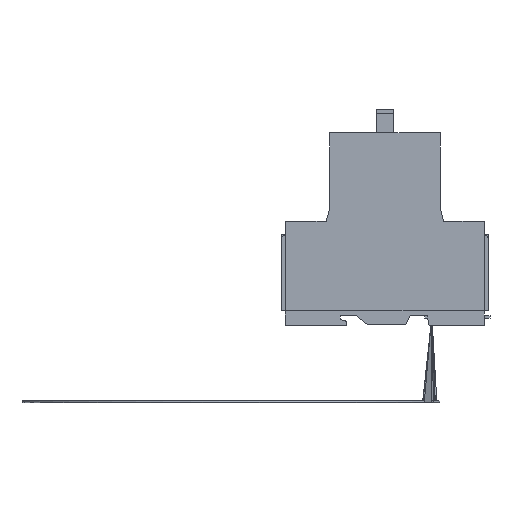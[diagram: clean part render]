
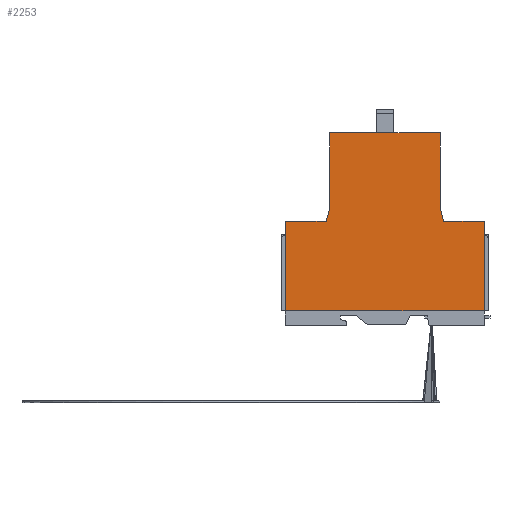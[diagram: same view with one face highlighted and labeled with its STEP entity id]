
A CAD part, left-side view. The second image highlights one B-rep face of the part: STEP entity #2253.
In plain terms, the highlighted planar face has unit normal (-1, 0, 0).
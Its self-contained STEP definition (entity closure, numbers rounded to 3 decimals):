
#1250 = EDGE_CURVE ( 'NONE', #2137, #1253, #4705, .T. ) ;
#1253 = VERTEX_POINT ( 'NONE', #4699 ) ;
#1678 = EDGE_CURVE ( 'NONE', #1679, #1680, #7180, .T. ) ;
#1679 = VERTEX_POINT ( 'NONE', #7175 ) ;
#1680 = VERTEX_POINT ( 'NONE', #7174 ) ;
#2136 = EDGE_CURVE ( 'NONE', #1680, #2137, #9293, .T. ) ;
#2137 = VERTEX_POINT ( 'NONE', #9289 ) ;
#2150 = EDGE_CURVE ( 'NONE', #2151, #1679, #9349, .T. ) ;
#2151 = VERTEX_POINT ( 'NONE', #9344 ) ;
#2181 = EDGE_CURVE ( 'NONE', #1253, #2182, #9461, .T. ) ;
#2182 = VERTEX_POINT ( 'NONE', #9457 ) ;
#2204 = EDGE_CURVE ( 'NONE', #2230, #2205, #9494, .T. ) ;
#2205 = VERTEX_POINT ( 'NONE', #9490 ) ;
#2219 = EDGE_CURVE ( 'NONE', #2182, #2230, #9469, .T. ) ;
#2230 = VERTEX_POINT ( 'NONE', #9543 ) ;
#2253 = ADVANCED_FACE ( 'NONE', ( #9576 ), #9560, .T. ) ;
#2254 = EDGE_LOOP ( 'NONE', ( #2255, #2256, #2262, #2263, #2264, #2265, #2350, #2352, #2351, #2353 ) ) ;
#2255 = ORIENTED_EDGE ( 'NONE', *, *, #2150, .F. ) ;
#2256 = ORIENTED_EDGE ( 'NONE', *, *, #2324, .F. ) ;
#2262 = ORIENTED_EDGE ( 'NONE', *, *, #2313, .F. ) ;
#2263 = ORIENTED_EDGE ( 'NONE', *, *, #2367, .F. ) ;
#2264 = ORIENTED_EDGE ( 'NONE', *, *, #2204, .F. ) ;
#2265 = ORIENTED_EDGE ( 'NONE', *, *, #2219, .F. ) ;
#2313 = EDGE_CURVE ( 'NONE', #2368, #2314, #9655, .T. ) ;
#2314 = VERTEX_POINT ( 'NONE', #9715 ) ;
#2324 = EDGE_CURVE ( 'NONE', #2314, #2151, #9744, .T. ) ;
#2350 = ORIENTED_EDGE ( 'NONE', *, *, #2181, .F. ) ;
#2351 = ORIENTED_EDGE ( 'NONE', *, *, #2136, .F. ) ;
#2352 = ORIENTED_EDGE ( 'NONE', *, *, #1250, .F. ) ;
#2353 = ORIENTED_EDGE ( 'NONE', *, *, #1678, .F. ) ;
#2367 = EDGE_CURVE ( 'NONE', #2205, #2368, #9822, .T. ) ;
#2368 = VERTEX_POINT ( 'NONE', #9818 ) ;
#4699 = CARTESIAN_POINT ( 'NONE',  ( 0., -23.625, -18. ) ) ;
#4702 = DIRECTION ( 'NONE',  ( 0., -0.253, -0.967 ) ) ;
#4703 = VECTOR ( 'NONE', #4702, 1000. ) ;
#4704 = CARTESIAN_POINT ( 'NONE',  ( 0., -22.25, -12.75 ) ) ;
#4705 = LINE ( 'NONE', #4704, #4703 ) ;
#7174 = CARTESIAN_POINT ( 'NONE',  ( 0., -22.25, 17.5 ) ) ;
#7175 = CARTESIAN_POINT ( 'NONE',  ( 0., 22.25, 17.5 ) ) ;
#7176 = DIRECTION ( 'NONE',  ( 0., -1., 0. ) ) ;
#7178 = VECTOR ( 'NONE', #7176, 1000. ) ;
#7179 = CARTESIAN_POINT ( 'NONE',  ( 0., -22.25, 17.5 ) ) ;
#7180 = LINE ( 'NONE', #7179, #7178 ) ;
#9289 = CARTESIAN_POINT ( 'NONE',  ( 0., -22.25, -12.75 ) ) ;
#9290 = DIRECTION ( 'NONE',  ( 0., 0., -1. ) ) ;
#9291 = VECTOR ( 'NONE', #9290, 1000. ) ;
#9292 = CARTESIAN_POINT ( 'NONE',  ( 0., -22.25, 17.5 ) ) ;
#9293 = LINE ( 'NONE', #9292, #9291 ) ;
#9344 = CARTESIAN_POINT ( 'NONE',  ( 0., 22.25, -12.75 ) ) ;
#9346 = DIRECTION ( 'NONE',  ( 0., 0., 1. ) ) ;
#9347 = VECTOR ( 'NONE', #9346, 1000. ) ;
#9348 = CARTESIAN_POINT ( 'NONE',  ( 0., 22.25, -12.75 ) ) ;
#9349 = LINE ( 'NONE', #9348, #9347 ) ;
#9457 = CARTESIAN_POINT ( 'NONE',  ( 0., -40., -18. ) ) ;
#9458 = DIRECTION ( 'NONE',  ( 0., -1., 0. ) ) ;
#9459 = VECTOR ( 'NONE', #9458, 1000. ) ;
#9460 = CARTESIAN_POINT ( 'NONE',  ( 0., -23.625, -18. ) ) ;
#9461 = LINE ( 'NONE', #9460, #9459 ) ;
#9466 = DIRECTION ( 'NONE',  ( 0., 0., -1. ) ) ;
#9467 = VECTOR ( 'NONE', #9466, 1000. ) ;
#9468 = CARTESIAN_POINT ( 'NONE',  ( 0., -40., -18. ) ) ;
#9469 = LINE ( 'NONE', #9468, #9467 ) ;
#9490 = CARTESIAN_POINT ( 'NONE',  ( 0., 40., -54. ) ) ;
#9491 = DIRECTION ( 'NONE',  ( 0., 1., 0. ) ) ;
#9492 = VECTOR ( 'NONE', #9491, 1000. ) ;
#9493 = CARTESIAN_POINT ( 'NONE',  ( 0., -40., -54. ) ) ;
#9494 = LINE ( 'NONE', #9493, #9492 ) ;
#9543 = CARTESIAN_POINT ( 'NONE',  ( 0., -40., -54. ) ) ;
#9554 = DIRECTION ( 'NONE',  ( 0., 0., 1. ) ) ;
#9555 = DIRECTION ( 'NONE',  ( -1., 0., 0. ) ) ;
#9556 = CARTESIAN_POINT ( 'NONE',  ( 0., 22.25, 17.5 ) ) ;
#9557 = AXIS2_PLACEMENT_3D ( 'NONE', #9556, #9555, #9554 ) ;
#9560 = PLANE ( 'NONE',  #9557 ) ;
#9576 = FACE_OUTER_BOUND ( 'NONE', #2254, .T. ) ;
#9655 = LINE ( 'NONE', #9661, #9717 ) ;
#9661 = CARTESIAN_POINT ( 'NONE',  ( 0., 40., -18. ) ) ;
#9715 = CARTESIAN_POINT ( 'NONE',  ( 0., 23.625, -18. ) ) ;
#9716 = DIRECTION ( 'NONE',  ( 0., -1., 0. ) ) ;
#9717 = VECTOR ( 'NONE', #9716, 1000. ) ;
#9738 = DIRECTION ( 'NONE',  ( 0., -0.253, 0.967 ) ) ;
#9739 = VECTOR ( 'NONE', #9738, 1000. ) ;
#9740 = CARTESIAN_POINT ( 'NONE',  ( 0., 22.25, -12.75 ) ) ;
#9744 = LINE ( 'NONE', #9740, #9739 ) ;
#9818 = CARTESIAN_POINT ( 'NONE',  ( 0., 40., -18. ) ) ;
#9819 = DIRECTION ( 'NONE',  ( 0., 0., 1. ) ) ;
#9820 = VECTOR ( 'NONE', #9819, 1000. ) ;
#9821 = CARTESIAN_POINT ( 'NONE',  ( 0., 40., -18. ) ) ;
#9822 = LINE ( 'NONE', #9821, #9820 ) ;
